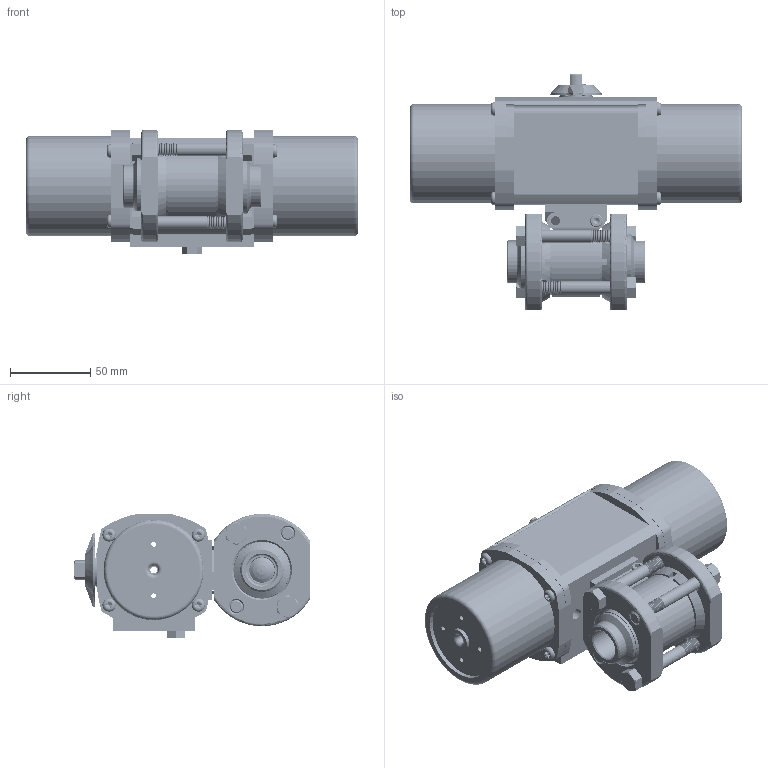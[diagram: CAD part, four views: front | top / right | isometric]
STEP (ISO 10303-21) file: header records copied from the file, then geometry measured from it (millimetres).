
FILE_DESCRIPTION (( 'STEP AP203' ), '1' );
FILE_NAME ('26XXTSWSA512SR.step', '2018-03-26T16:54:32', ( '' ), ( '' ), 'SwSTEP 2.0', 'SolidWorks 2017', '' );
FILE_SCHEMA (( 'CONFIG_CONTROL_DESIGN' ));
Products named in the file (1): 26XXTSWSA512SR
Bounding box: 206.38 x 146.65 x 77.22 mm (x, y, z)
Volume: 520021 mm3; surface area: 227403 mm2
Topology: 44 solids, 44 shells, 3739 faces, 9994 edges, 6325 vertices
Faces by surface type: cylinder 2067, cone 896, plane 505, torus 140, bspline 129, sphere 2
Entity records: 175122 total; most frequent: CARTESIAN_POINT 87558, ORIENTED_EDGE 19768, DIRECTION 17640, EDGE_CURVE 9884, AXIS2_PLACEMENT_3D 7036, VERTEX_POINT 6321, EDGE_LOOP 4001, ADVANCED_FACE 3739
